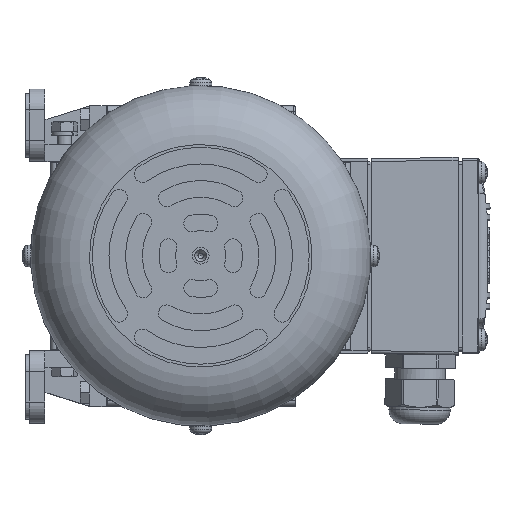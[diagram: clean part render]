
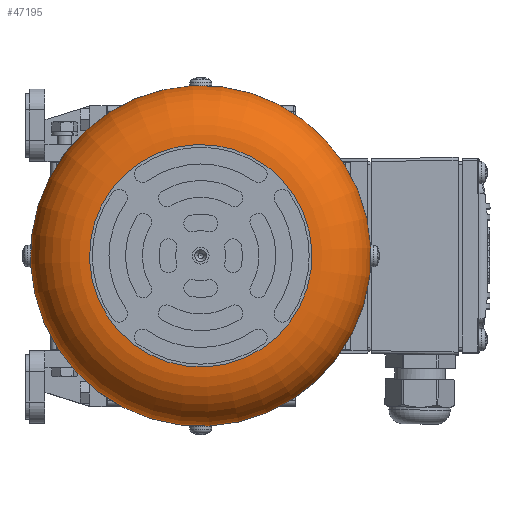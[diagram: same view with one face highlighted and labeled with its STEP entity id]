
A CAD part, top view. The second image highlights one B-rep face of the part: STEP entity #47195.
In plain terms, the highlighted toroidal (fillet/blend) face has major radius 40 mm and minor radius 21.2 mm.
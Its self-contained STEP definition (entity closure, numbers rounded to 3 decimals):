
#47168=CARTESIAN_POINT('',(0.0,0.0,21.2));
#47169=DIRECTION('',(0.0,0.0,1.0));
#47170=DIRECTION('',(1.0,0.0,0.0));
#47171=AXIS2_PLACEMENT_3D('',#47168,#47169,#47170);
#47172=TOROIDAL_SURFACE('',#47171,40.,21.2);
#47173=CARTESIAN_POINT('',(1.961,39.952,0.0));
#47174=VERTEX_POINT('',#47173);
#47175=CARTESIAN_POINT('',(0.0,0.0,0.0));
#47176=DIRECTION('',(0.0,0.0,1.0));
#47177=DIRECTION('',(-0.049,-0.999,0.0));
#47178=AXIS2_PLACEMENT_3D('',#47175,#47176,#47177);
#47179=CIRCLE('',#47178,40.);
#47180=EDGE_CURVE('',#47174,#47174,#47179,.T.);
#47181=ORIENTED_EDGE('',*,*,#47180,.T.);
#47182=EDGE_LOOP('',(#47181));
#47183=FACE_OUTER_BOUND('',#47182,.T.);
#47184=CARTESIAN_POINT('',(3.,61.126,21.2));
#47185=VERTEX_POINT('',#47184);
#47186=CARTESIAN_POINT('',(0.0,0.0,21.2));
#47187=DIRECTION('',(0.0,0.0,-1.0));
#47188=DIRECTION('',(-0.049,-0.999,0.0));
#47189=AXIS2_PLACEMENT_3D('',#47186,#47187,#47188);
#47190=CIRCLE('',#47189,61.2);
#47191=EDGE_CURVE('',#47185,#47185,#47190,.T.);
#47192=ORIENTED_EDGE('',*,*,#47191,.T.);
#47193=EDGE_LOOP('',(#47192));
#47194=FACE_BOUND('',#47193,.T.);
#47195=ADVANCED_FACE('',(#47183,#47194),#47172,.T.);
